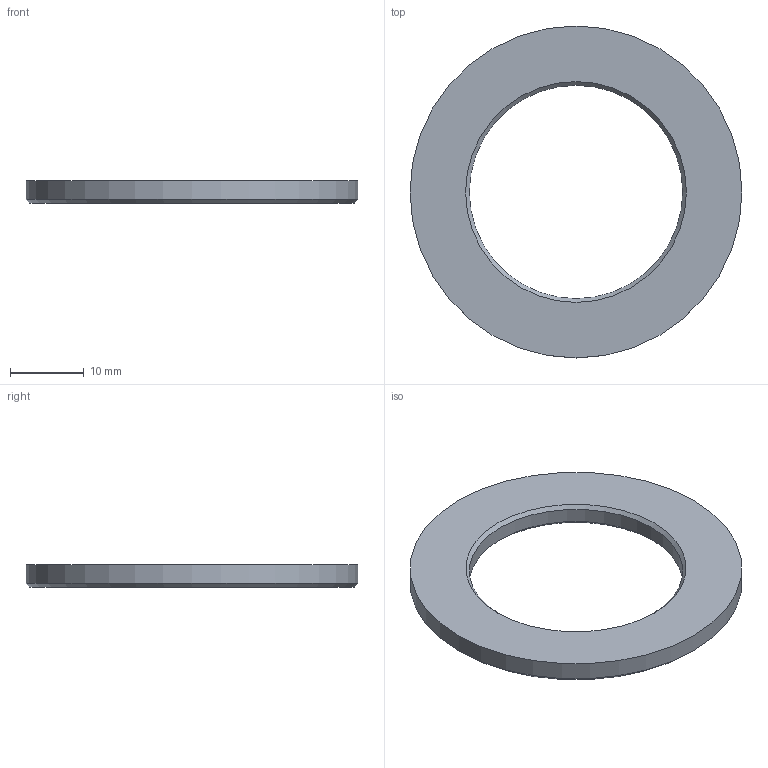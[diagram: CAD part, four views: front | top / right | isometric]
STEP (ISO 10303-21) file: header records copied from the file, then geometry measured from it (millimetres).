
FILE_DESCRIPTION(/* description */ (''),/* implementation_level */ '2;1');
FILE_NAME(/* name */ 'motor1_drive_mount_spacer.stp',/* time_stamp */ '2024-06-29T23:09:20-07:00',/* author */ ('aaron'),/* organization */ (''),/* preprocessor_version */ 'ST-DEVELOPER v19.2',/* originating_system */ 'Autodesk Inventor 2023',/* authorisation */ '');
FILE_SCHEMA (('AUTOMOTIVE_DESIGN { 1 0 10303 214 3 1 1 }'));
Length unit declared in the file: millimetre
Products named in the file (1): acc_motor_drive_mount
Bounding box: 45.1 x 45.1 x 3 mm (x, y, z)
Volume: 2770.3 mm3; surface area: 2477.8 mm2
Topology: 1 solids, 1 shells, 7 faces, 14 edges, 9 vertices
Faces by surface type: cone 3, cylinder 2, plane 2
Full cylindrical faces by diameter (mm): 29 x1, 45.1 x1
Entity records: 236 total; most frequent: DIRECTION 39, CARTESIAN_POINT 31, ORIENTED_EDGE 28, AXIS2_PLACEMENT_3D 17, EDGE_CURVE 14, EDGE_LOOP 9, CIRCLE 9, VERTEX_POINT 9
